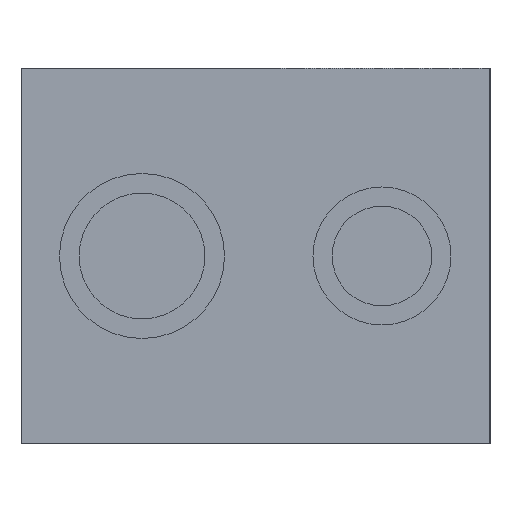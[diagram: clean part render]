
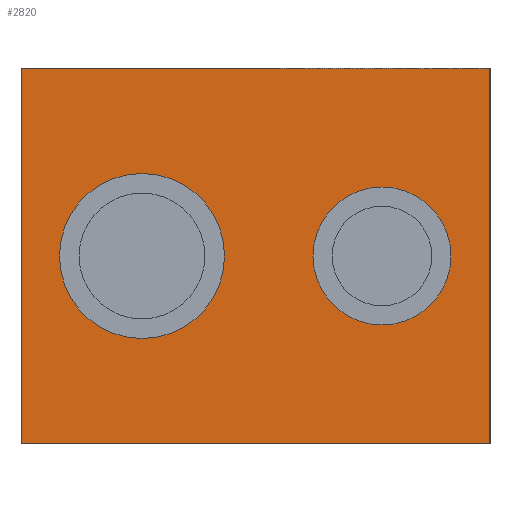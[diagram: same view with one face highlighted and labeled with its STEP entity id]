
A CAD part, left-side view. The second image highlights one B-rep face of the part: STEP entity #2820.
In plain terms, the highlighted planar face has unit normal (-1, 0, 0).
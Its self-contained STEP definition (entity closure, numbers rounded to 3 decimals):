
#225=LINE('',#4766,#237);
#227=LINE('',#4786,#239);
#228=LINE('',#4788,#240);
#229=LINE('',#4790,#241);
#237=VECTOR('',#3758,1000.);
#239=VECTOR('',#3778,1000.);
#240=VECTOR('',#3779,1000.);
#241=VECTOR('',#3780,1000.);
#306=ORIENTED_EDGE('',*,*,#831,.T.);
#307=ORIENTED_EDGE('',*,*,#841,.F.);
#308=ORIENTED_EDGE('',*,*,#842,.F.);
#309=ORIENTED_EDGE('',*,*,#843,.F.);
#310=ORIENTED_EDGE('',*,*,#844,.T.);
#311=ORIENTED_EDGE('',*,*,#845,.T.);
#831=EDGE_CURVE('',#1099,#1098,#225,.T.);
#841=EDGE_CURVE('',#1108,#1098,#227,.T.);
#842=EDGE_CURVE('',#1109,#1108,#228,.T.);
#843=EDGE_CURVE('',#1099,#1109,#229,.T.);
#844=EDGE_CURVE('',#1110,#1110,#1402,.T.);
#845=EDGE_CURVE('',#1111,#1111,#1403,.T.);
#1098=VERTEX_POINT('',#4765);
#1099=VERTEX_POINT('',#4767);
#1108=VERTEX_POINT('',#4787);
#1109=VERTEX_POINT('',#4789);
#1110=VERTEX_POINT('',#4792);
#1111=VERTEX_POINT('',#4794);
#1402=CIRCLE('',#3150,27.5);
#1403=CIRCLE('',#3151,23.);
#1660=EDGE_LOOP('',(#306,#307,#308,#309));
#1661=EDGE_LOOP('',(#310));
#1662=EDGE_LOOP('',(#311));
#2178=FACE_BOUND('',#1660,.T.);
#2179=FACE_BOUND('',#1661,.T.);
#2180=FACE_BOUND('',#1662,.T.);
#2722=PLANE('',#3149);
#2820=ADVANCED_FACE('',(#2178,#2179,#2180),#2722,.F.);
#3149=AXIS2_PLACEMENT_3D('',#4785,#3776,#3777);
#3150=AXIS2_PLACEMENT_3D('',#4791,#3781,#3782);
#3151=AXIS2_PLACEMENT_3D('',#4793,#3783,#3784);
#3758=DIRECTION('',(0.,0.,-1.));
#3776=DIRECTION('',(1.,0.,0.));
#3777=DIRECTION('',(0.,0.,-1.));
#3778=DIRECTION('',(0.,1.,0.));
#3779=DIRECTION('',(0.,0.,-1.));
#3780=DIRECTION('',(0.,-1.,0.));
#3781=DIRECTION('',(1.,0.,0.));
#3782=DIRECTION('',(0.,1.,0.));
#3783=DIRECTION('',(1.,0.,0.));
#3784=DIRECTION('',(0.,1.,0.));
#4765=CARTESIAN_POINT('',(1200.,156.,45.));
#4766=CARTESIAN_POINT('',(1200.,156.,107.5));
#4767=CARTESIAN_POINT('',(1200.,156.,170.));
#4785=CARTESIAN_POINT('',(1200.,78.,107.5));
#4786=CARTESIAN_POINT('',(1200.,78.,45.));
#4787=CARTESIAN_POINT('',(1200.,0.,45.));
#4788=CARTESIAN_POINT('',(1200.,0.,107.5));
#4789=CARTESIAN_POINT('',(1200.,0.,170.));
#4790=CARTESIAN_POINT('',(1200.,78.,170.));
#4791=CARTESIAN_POINT('',(1200.,116.,107.5));
#4792=CARTESIAN_POINT('',(1200.,143.5,107.5));
#4793=CARTESIAN_POINT('',(1200.,36.,107.5));
#4794=CARTESIAN_POINT('',(1200.,59.,107.5));
